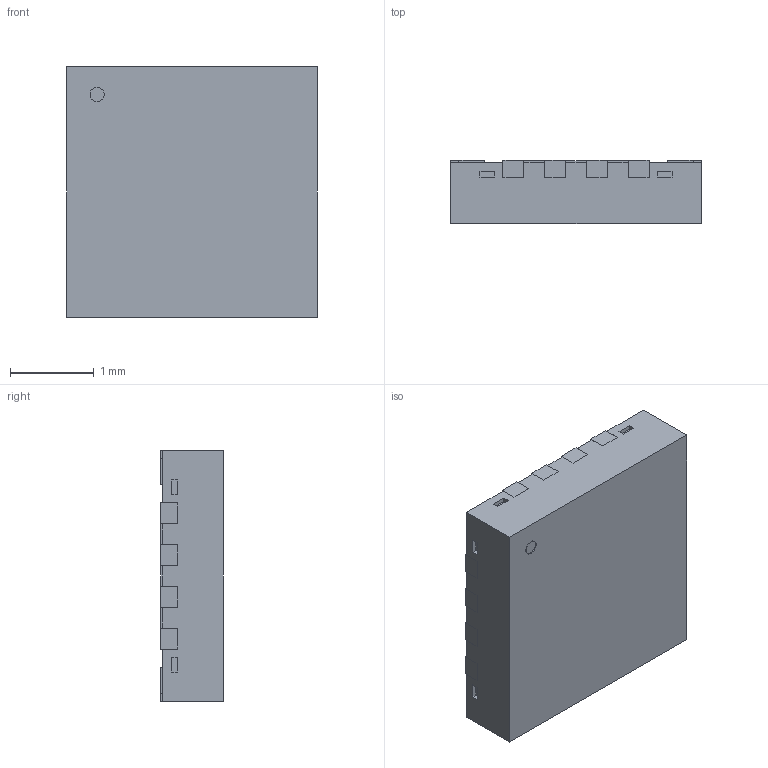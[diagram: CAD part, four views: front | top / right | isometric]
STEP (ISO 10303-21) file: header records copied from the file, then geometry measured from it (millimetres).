
FILE_DESCRIPTION (( 'STEP AP214' ), '1' );
FILE_NAME ('CP2102N-A02-GQFN20.STEP', '2021-05-07T10:16:44', ( '' ), ( '' ), 'SwSTEP 2.0', 'SolidWorks 2018', '' );
FILE_SCHEMA (( 'AUTOMOTIVE_DESIGN' ));
Length unit declared in the file: millimetre
Products named in the file (2): CP2102N-A02-GQFN20
Bounding box: 3 x 0.75 x 3 mm (x, y, z)
Volume: 6.7 mm3; surface area: 47.5 mm2
Topology: 22 solids, 22 shells, 264 faces, 618 edges, 412 vertices
Faces by surface type: plane 262, cylinder 2
Entity records: 10528 total; most frequent: CARTESIAN_POINT 1296, ORIENTED_EDGE 1236, DIRECTION 1154, EDGE_CURVE 618, VECTOR 614, LINE 614, VERTEX_POINT 412, UNCERTAINTY_MEASURE_WITH_UNIT 288
